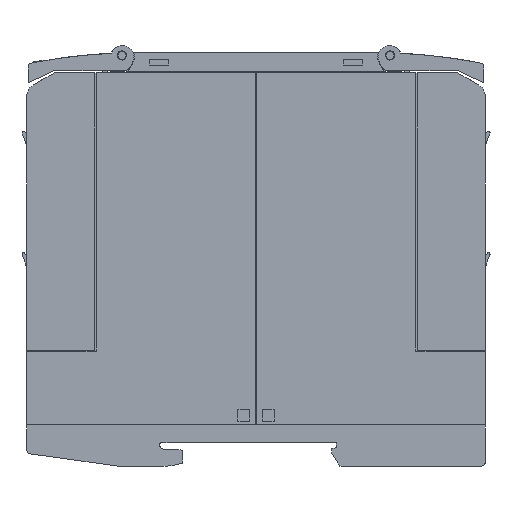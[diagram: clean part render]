
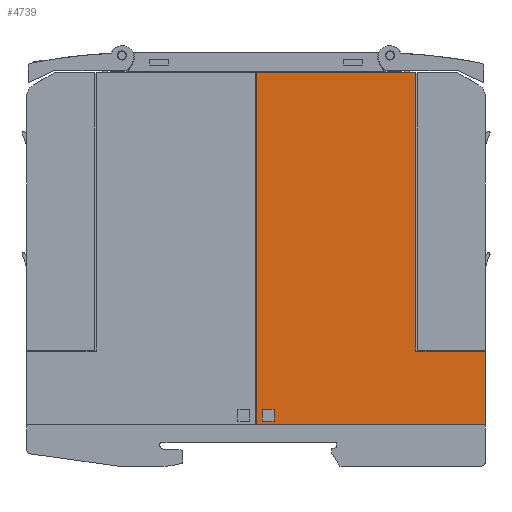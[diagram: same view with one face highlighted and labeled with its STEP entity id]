
A CAD part, left-side view. The second image highlights one B-rep face of the part: STEP entity #4739.
In plain terms, the highlighted planar face has unit normal (-1, 0, 0).
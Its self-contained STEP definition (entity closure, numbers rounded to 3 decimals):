
#4739=ADVANCED_FACE('',(#9647,#9648),#9649,.T.);
#9647=FACE_BOUND('',#14624,.T.);
#9648=FACE_OUTER_BOUND('',#14625,.T.);
#9649=PLANE('',#14626);
#14624=EDGE_LOOP('',(#29759,#29760,#29761,#29762));
#14625=EDGE_LOOP('',(#29763,#29764,#29765,#29766,#29767,#29768));
#14626=AXIS2_PLACEMENT_3D('',#29769,#29770,#29771);
#29759=ORIENTED_EDGE('',*,*,#36355,.T.);
#29760=ORIENTED_EDGE('',*,*,#36331,.T.);
#29761=ORIENTED_EDGE('',*,*,#36339,.T.);
#29762=ORIENTED_EDGE('',*,*,#36352,.T.);
#29763=ORIENTED_EDGE('',*,*,#30989,.T.);
#29764=ORIENTED_EDGE('',*,*,#36357,.T.);
#29765=ORIENTED_EDGE('',*,*,#36365,.T.);
#29766=ORIENTED_EDGE('',*,*,#36345,.F.);
#29767=ORIENTED_EDGE('',*,*,#36366,.T.);
#29768=ORIENTED_EDGE('',*,*,#36361,.T.);
#29769=CARTESIAN_POINT('',(0.0,25.98,9.001));
#29770=DIRECTION('',(-1.0,0.0,0.0));
#29771=DIRECTION('',(0.0,-1.0,0.0));
#30989=EDGE_CURVE('',#37486,#37490,#37492,.T.);
#36331=EDGE_CURVE('',#45422,#45420,#45423,.T.);
#36339=EDGE_CURVE('',#45420,#45431,#45433,.T.);
#36345=EDGE_CURVE('',#45442,#45444,#45445,.T.);
#36352=EDGE_CURVE('',#45431,#45454,#45456,.T.);
#36355=EDGE_CURVE('',#45454,#45422,#45459,.T.);
#36357=EDGE_CURVE('',#37490,#45461,#45462,.T.);
#36361=EDGE_CURVE('',#45467,#37486,#45468,.T.);
#36365=EDGE_CURVE('',#45461,#45444,#45473,.T.);
#36366=EDGE_CURVE('',#45442,#45467,#45474,.T.);
#37486=VERTEX_POINT('',#47184);
#37490=VERTEX_POINT('',#47190);
#37492=LINE('',#47193,#47194);
#45420=VERTEX_POINT('',#59069);
#45422=VERTEX_POINT('',#59072);
#45423=LINE('',#59073,#59074);
#45431=VERTEX_POINT('',#59086);
#45433=LINE('',#59089,#59090);
#45442=VERTEX_POINT('',#59102);
#45444=VERTEX_POINT('',#59105);
#45445=LINE('',#59106,#59107);
#45454=VERTEX_POINT('',#59120);
#45456=LINE('',#59123,#59124);
#45459=LINE('',#59128,#59129);
#45461=VERTEX_POINT('',#59131);
#45462=LINE('',#59132,#59133);
#45467=VERTEX_POINT('',#59140);
#45468=LINE('',#59141,#59142);
#45473=LINE('',#59149,#59150);
#45474=LINE('',#59151,#59152);
#47184=CARTESIAN_POINT('',(0.0,1.03,25.101));
#47190=CARTESIAN_POINT('',(0.0,16.13,25.101));
#47193=CARTESIAN_POINT('',(0.0,17.255,25.101));
#47194=VECTOR('',#60185,1.0);
#59069=CARTESIAN_POINT('',(0.0,47.03,12.401));
#59072=CARTESIAN_POINT('',(0.0,49.63,12.401));
#59073=CARTESIAN_POINT('',(0.0,37.155,12.401));
#59074=VECTOR('',#65080,1.0);
#59086=CARTESIAN_POINT('',(0.0,47.03,9.801));
#59089=CARTESIAN_POINT('',(0.0,47.03,10.051));
#59090=VECTOR('',#65086,1.0);
#59102=CARTESIAN_POINT('',(0.0,50.93,9.001));
#59105=CARTESIAN_POINT('',(0.0,50.93,85.801));
#59106=CARTESIAN_POINT('',(0.0,50.93,9.001));
#59107=VECTOR('',#65091,1.0);
#59120=CARTESIAN_POINT('',(0.0,49.63,9.801));
#59123=CARTESIAN_POINT('',(0.0,37.155,9.801));
#59124=VECTOR('',#65097,1.0);
#59128=CARTESIAN_POINT('',(0.0,49.63,10.051));
#59129=VECTOR('',#65099,1.0);
#59131=CARTESIAN_POINT('',(0.0,16.13,85.801));
#59132=CARTESIAN_POINT('',(0.0,16.13,32.226));
#59133=VECTOR('',#65100,1.0);
#59140=CARTESIAN_POINT('',(0.0,1.03,9.001));
#59141=CARTESIAN_POINT('',(0.0,1.03,9.001));
#59142=VECTOR('',#65103,1.0);
#59149=CARTESIAN_POINT('',(0.0,50.93,85.801));
#59150=VECTOR('',#65106,1.0);
#59151=CARTESIAN_POINT('',(0.0,50.93,9.001));
#59152=VECTOR('',#65107,1.0);
#60185=DIRECTION('',(0.0,1.0,-0.0));
#65080=DIRECTION('',(-0.0,-1.0,-0.0));
#65086=DIRECTION('',(-0.0,-0.0,-1.0));
#65091=DIRECTION('',(0.0,0.0,1.0));
#65097=DIRECTION('',(0.0,1.0,-0.0));
#65099=DIRECTION('',(0.0,0.0,1.0));
#65100=DIRECTION('',(0.0,0.0,1.0));
#65103=DIRECTION('',(0.0,0.0,1.0));
#65106=DIRECTION('',(0.0,1.0,-0.0));
#65107=DIRECTION('',(0.0,-1.0,0.0));
